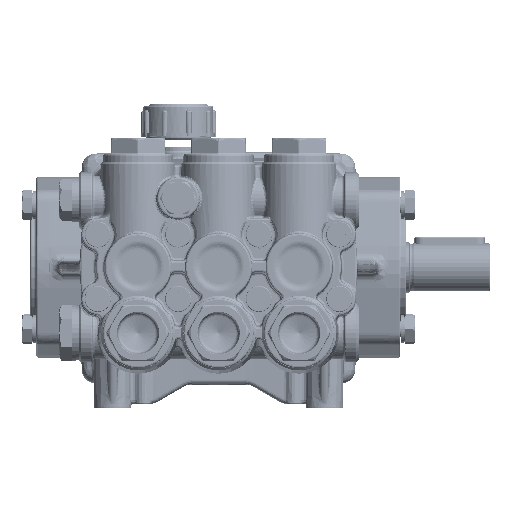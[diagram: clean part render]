
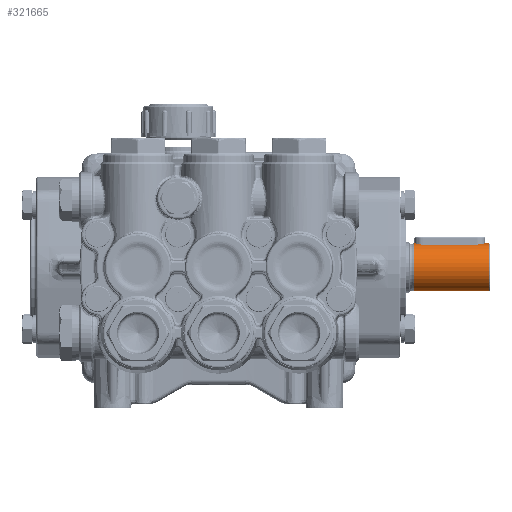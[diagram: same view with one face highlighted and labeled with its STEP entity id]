
A CAD part, top view. The second image highlights one B-rep face of the part: STEP entity #321665.
In plain terms, the highlighted cylindrical face has radius 12 mm (diameter 24 mm), a partial arc.
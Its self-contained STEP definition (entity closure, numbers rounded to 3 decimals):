
#994 = CARTESIAN_POINT ( 'NONE',  ( 97.3, 12., 45. ) ) ;
#5650 = CARTESIAN_POINT ( 'NONE',  ( 94.8, 12., 45. ) ) ;
#7070 = CARTESIAN_POINT ( 'NONE',  ( 130.31, 11.489, 48.468 ) ) ;
#11125 = AXIS2_PLACEMENT_3D ( 'NONE', #265759, #81861, #296673 ) ;
#19097 = CARTESIAN_POINT ( 'NONE',  ( 99.52, 11.45, 48.591 ) ) ;
#23074 = LINE ( 'NONE', #5650, #176823 ) ;
#26840 = CARTESIAN_POINT ( 'NONE',  ( 128.3, 11.314, 49. ) ) ;
#32851 = ORIENTED_EDGE ( 'NONE', *, *, #235724, .F. ) ;
#37341 = DIRECTION ( 'NONE',  ( -1., 0., 0. ) ) ;
#38012 = CARTESIAN_POINT ( 'NONE',  ( 130.947, 11.618, 48.01 ) ) ;
#39068 = VERTEX_POINT ( 'NONE', #994 ) ;
#42795 = DIRECTION ( 'NONE',  ( 1., 0., 0. ) ) ;
#44516 = CIRCLE ( 'NONE', #111056, 12. ) ;
#50022 = CARTESIAN_POINT ( 'NONE',  ( 100.253, 11.359, 48.87 ) ) ;
#52281 = ORIENTED_EDGE ( 'NONE', *, *, #337687, .T. ) ;
#60414 = VERTEX_POINT ( 'NONE', #234308 ) ;
#68866 = CARTESIAN_POINT ( 'NONE',  ( 131.478, 11.751, 47.444 ) ) ;
#79581 = CARTESIAN_POINT ( 'NONE',  ( 97.429, 11.958, 46.041 ) ) ;
#80919 = CARTESIAN_POINT ( 'NONE',  ( 101.034, 11.314, 49. ) ) ;
#81392 = DIRECTION ( 'NONE',  ( 1., 0., 0. ) ) ;
#81861 = DIRECTION ( 'NONE',  ( -1., 0., 0. ) ) ;
#90697 = LINE ( 'NONE', #325889, #244462 ) ;
#92441 = VERTEX_POINT ( 'NONE', #122599 ) ;
#99766 = CARTESIAN_POINT ( 'NONE',  ( 131.893, 11.87, 46.777 ) ) ;
#108412 = EDGE_CURVE ( 'NONE', #39068, #92441, #176790, .T. ) ;
#108707 = CARTESIAN_POINT ( 'NONE',  ( 97.3, -12., 45. ) ) ;
#110432 = CARTESIAN_POINT ( 'NONE',  ( 97.708, 11.87, 46.78 ) ) ;
#111056 = AXIS2_PLACEMENT_3D ( 'NONE', #221371, #37341, #252173 ) ;
#117745 = VERTEX_POINT ( 'NONE', #177905 ) ;
#122599 = CARTESIAN_POINT ( 'NONE',  ( 101.3, 11.314, 49. ) ) ;
#130656 = CARTESIAN_POINT ( 'NONE',  ( 132.171, 11.958, 46.042 ) ) ;
#141346 = CARTESIAN_POINT ( 'NONE',  ( 98.121, 11.751, 47.442 ) ) ;
#153813 = ORIENTED_EDGE ( 'NONE', *, *, #108412, .F. ) ;
#154096 = DIRECTION ( 'NONE',  ( 0., 1., 0. ) ) ;
#159456 = EDGE_CURVE ( 'NONE', #172294, #39068, #44516, .T. ) ;
#160181 = CARTESIAN_POINT ( 'NONE',  ( 129.342, 11.359, 48.871 ) ) ;
#161516 = CARTESIAN_POINT ( 'NONE',  ( 132.3, 12., 45.263 ) ) ;
#172176 = CARTESIAN_POINT ( 'NONE',  ( 98.654, 11.618, 48.011 ) ) ;
#172294 = VERTEX_POINT ( 'NONE', #108707 ) ;
#176790 = B_SPLINE_CURVE_WITH_KNOTS ( 'NONE', 3,
 ( #385460, #232733, #263475, #79581, #294370, #110432, #325161, #141346, #355925, #172176, #386821, #203153, #19097, #234079, #50022, #264813, #80919, #295700 ),
 .UNSPECIFIED., .F., .F.,
 ( 4, 2, 2, 2, 2, 2, 2, 2, 4 ),
 ( 0., 0.001, 0.002, 0.002, 0.003, 0.004, 0.005, 0.006, 0.006 ),
 .UNSPECIFIED. ) ;
#176823 = VECTOR ( 'NONE', #252782, 1000. ) ;
#177647 = ORIENTED_EDGE ( 'NONE', *, *, #159456, .F. ) ;
#177905 = CARTESIAN_POINT ( 'NONE',  ( 132.3, 12., 45. ) ) ;
#186225 = EDGE_CURVE ( 'NONE', #92441, #379617, #90697, .T. ) ;
#191161 = CARTESIAN_POINT ( 'NONE',  ( 130.081, 11.45, 48.591 ) ) ;
#198624 = B_SPLINE_CURVE_WITH_KNOTS ( 'NONE', 3,
 ( #246236, #282364, #343909, #160181, #374801, #191161, #7070, #222036, #38012, #252861, #68866, #283708, #99766, #314509, #130656, #345253, #161516, #376136 ),
 .UNSPECIFIED., .F., .F.,
 ( 4, 2, 2, 2, 2, 2, 2, 2, 4 ),
 ( 0., 0.001, 0.002, 0.002, 0.003, 0.004, 0.005, 0.006, 0.006 ),
 .UNSPECIFIED. ) ;
#203153 = CARTESIAN_POINT ( 'NONE',  ( 99.29, 11.489, 48.469 ) ) ;
#207323 = CYLINDRICAL_SURFACE ( 'NONE', #243206, 12. ) ;
#213319 = DIRECTION ( 'NONE',  ( 1., 0., 0. ) ) ;
#214017 = ORIENTED_EDGE ( 'NONE', *, *, #256778, .F. ) ;
#221371 = CARTESIAN_POINT ( 'NONE',  ( 97.3, 0., 45. ) ) ;
#222036 = CARTESIAN_POINT ( 'NONE',  ( 130.743, 11.573, 48.178 ) ) ;
#232733 = CARTESIAN_POINT ( 'NONE',  ( 97.3, 12., 45.266 ) ) ;
#234079 = CARTESIAN_POINT ( 'NONE',  ( 100., 11.386, 48.792 ) ) ;
#234308 = CARTESIAN_POINT ( 'NONE',  ( 134.1, -12., 45. ) ) ;
#234561 = CARTESIAN_POINT ( 'NONE',  ( 94.8, -12., 45. ) ) ;
#235724 = EDGE_CURVE ( 'NONE', #117745, #367512, #23074, .T. ) ;
#241096 = CIRCLE ( 'NONE', #11125, 12. ) ;
#243206 = AXIS2_PLACEMENT_3D ( 'NONE', #274932, #213319, #154096 ) ;
#244462 = VECTOR ( 'NONE', #42795, 1000. ) ;
#246236 = CARTESIAN_POINT ( 'NONE',  ( 128.3, 11.314, 49. ) ) ;
#252173 = DIRECTION ( 'NONE',  ( 0., -1., 0. ) ) ;
#252782 = DIRECTION ( 'NONE',  ( 1., 0., 0. ) ) ;
#252861 = CARTESIAN_POINT ( 'NONE',  ( 131.313, 11.707, 47.644 ) ) ;
#253443 = ORIENTED_EDGE ( 'NONE', *, *, #375690, .T. ) ;
#256778 = EDGE_CURVE ( 'NONE', #379617, #117745, #198624, .T. ) ;
#263475 = CARTESIAN_POINT ( 'NONE',  ( 97.326, 11.991, 45.528 ) ) ;
#264813 = CARTESIAN_POINT ( 'NONE',  ( 100.771, 11.323, 48.974 ) ) ;
#265759 = CARTESIAN_POINT ( 'NONE',  ( 134.1, 0., 45. ) ) ;
#274932 = CARTESIAN_POINT ( 'NONE',  ( 94.8, 0., 45. ) ) ;
#282364 = CARTESIAN_POINT ( 'NONE',  ( 128.566, 11.314, 49. ) ) ;
#283708 = CARTESIAN_POINT ( 'NONE',  ( 131.77, 11.833, 47.007 ) ) ;
#294370 = CARTESIAN_POINT ( 'NONE',  ( 97.507, 11.932, 46.296 ) ) ;
#295078 = LINE ( 'NONE', #234561, #366946 ) ;
#295157 = EDGE_LOOP ( 'NONE', ( #177647, #52281, #253443, #32851, #214017, #332670, #153813 ) ) ;
#295700 = CARTESIAN_POINT ( 'NONE',  ( 101.3, 11.314, 49. ) ) ;
#296673 = DIRECTION ( 'NONE',  ( 0., -1., 0. ) ) ;
#314509 = CARTESIAN_POINT ( 'NONE',  ( 132.093, 11.932, 46.296 ) ) ;
#321665 = ADVANCED_FACE ( 'NONE', ( #327321 ), #207323, .T. ) ;
#325161 = CARTESIAN_POINT ( 'NONE',  ( 97.831, 11.833, 47.009 ) ) ;
#325889 = CARTESIAN_POINT ( 'NONE',  ( 94.8, 11.314, 49. ) ) ;
#327321 = FACE_OUTER_BOUND ( 'NONE', #295157, .T. ) ;
#332670 = ORIENTED_EDGE ( 'NONE', *, *, #186225, .F. ) ;
#337687 = EDGE_CURVE ( 'NONE', #172294, #60414, #295078, .T. ) ;
#343909 = CARTESIAN_POINT ( 'NONE',  ( 128.828, 11.323, 48.974 ) ) ;
#345253 = CARTESIAN_POINT ( 'NONE',  ( 132.274, 11.991, 45.524 ) ) ;
#355925 = CARTESIAN_POINT ( 'NONE',  ( 98.288, 11.706, 47.645 ) ) ;
#366946 = VECTOR ( 'NONE', #81392, 1000. ) ;
#367512 = VERTEX_POINT ( 'NONE', #388967 ) ;
#374801 = CARTESIAN_POINT ( 'NONE',  ( 129.597, 11.385, 48.793 ) ) ;
#375690 = EDGE_CURVE ( 'NONE', #60414, #367512, #241096, .T. ) ;
#376136 = CARTESIAN_POINT ( 'NONE',  ( 132.3, 12., 45. ) ) ;
#379617 = VERTEX_POINT ( 'NONE', #26840 ) ;
#385460 = CARTESIAN_POINT ( 'NONE',  ( 97.3, 12., 45. ) ) ;
#386821 = CARTESIAN_POINT ( 'NONE',  ( 98.854, 11.573, 48.176 ) ) ;
#388967 = CARTESIAN_POINT ( 'NONE',  ( 134.1, 12., 45. ) ) ;
